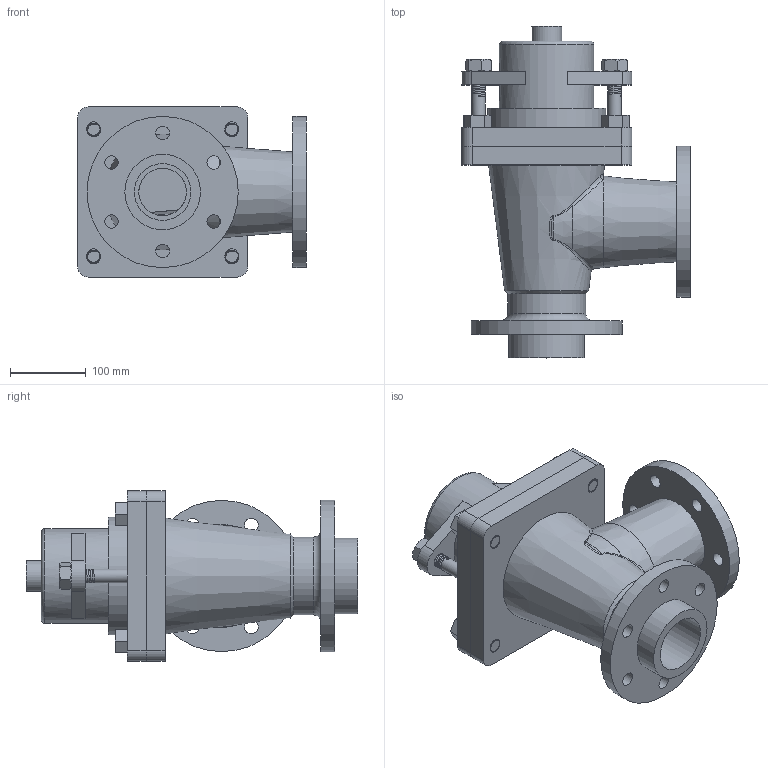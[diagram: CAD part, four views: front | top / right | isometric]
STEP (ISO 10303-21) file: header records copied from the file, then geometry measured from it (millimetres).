
FILE_DESCRIPTION(/* description */ (''),/* implementation_level */ '2;1');
FILE_NAME(/* name */ 'Blow off cock Assembly v2.step',/* time_stamp */ '2022-07-14T19:08:02+05:30',/* author */ (''),/* organization */ (''),/* preprocessor_version */ 'ST-DEVELOPER v19',/* originating_system */ 'Autodesk Translation Framework v11.7.0.108',/* authorisation */ '');
FILE_SCHEMA (('AUTOMOTIVE_DESIGN { 1 0 10303 214 3 1 1 }'));
Length unit declared in the file: millimetre
Products named in the file (8): Blow off cock Assembly; Body; Cover; Gland; Stud; Nut; Bolt; Plug
Assembly tree (12 placements, depth 2):
  Blow off cock Assembly
    Body
    Cover
    Gland
    Nut  x2
    Stud  x2
    Bolt  x4
    Plug
Bounding box: 302.68 x 439 x 225 mm (x, y, z)
Volume: 6793466.1 mm3; surface area: 934969.1 mm2
Topology: 12 solids, 12 shells, 328 faces, 832 edges, 536 vertices
Faces by surface type: cylinder 145, plane 112, cone 36, bspline 20, torus 11, sphere 4
Full cylindrical faces by diameter (mm): 18 x102, 18.5 x2, 40 x1, 63 x1, 67 x1, 75 x1, 87 x3, 100 x1, 103 x1, 125 x4, 156 x1, 200 x2
Entity records: 17491 total; most frequent: CARTESIAN_POINT 12254, ORIENTED_EDGE 1078, DIRECTION 1014, EDGE_CURVE 539, AXIS2_PLACEMENT_3D 412, VERTEX_POINT 346, EDGE_LOOP 285, FACE_OUTER_BOUND 214
